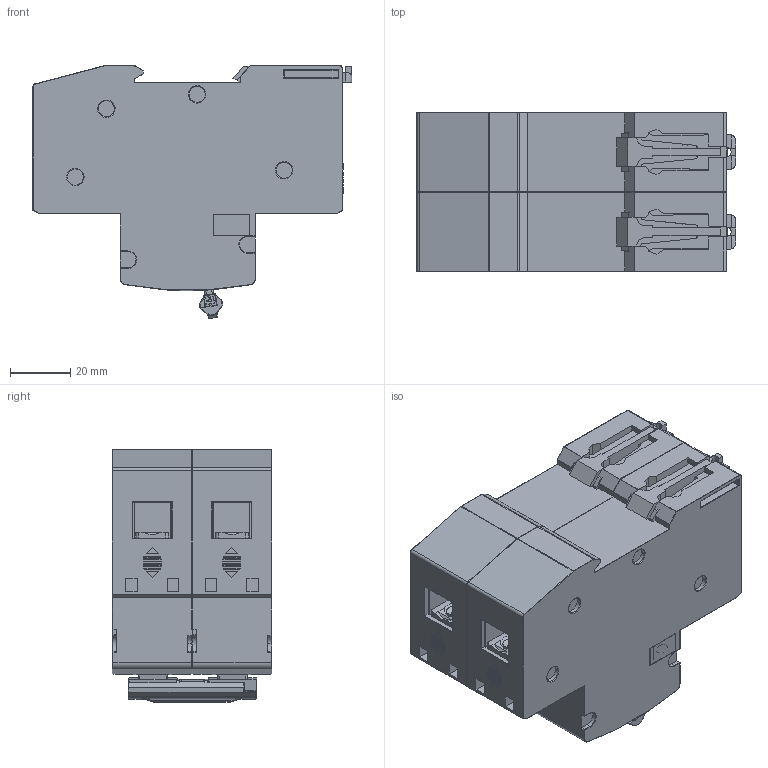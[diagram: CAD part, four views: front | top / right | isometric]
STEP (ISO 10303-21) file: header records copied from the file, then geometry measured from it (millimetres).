
FILE_DESCRIPTION (( 'STEP AP214' ), '1' );
FILE_NAME ('3d_2P.STEP', '2025-02-05T14:39:32', ( '' ), ( '' ), 'SwSTEP 2.0', 'SolidWorks 2022', '' );
FILE_SCHEMA (( 'AUTOMOTIVE_DESIGN' ));
Length unit declared in the file: millimetre
Products named in the file (1): 3d_2P
Bounding box: 106.2 x 53 x 84.17 mm (x, y, z)
Volume: 299364.8 mm3; surface area: 51258.1 mm2
Topology: 1 solids, 31 shells, 2810 faces, 7349 edges, 4675 vertices
Faces by surface type: plane 1666, cylinder 773, torus 138, sphere 135, bspline 62, cone 36
Entity records: 98120 total; most frequent: CARTESIAN_POINT 23544, ORIENTED_EDGE 14652, DIRECTION 13970, EDGE_CURVE 7326, VECTOR 5054, LINE 5054, VERTEX_POINT 4675, AXIS2_PLACEMENT_3D 4458
